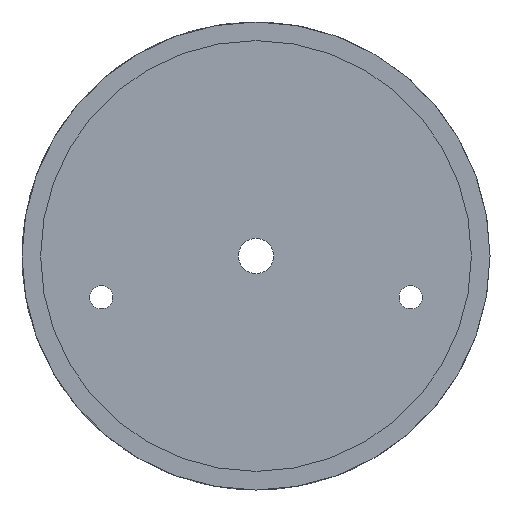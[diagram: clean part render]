
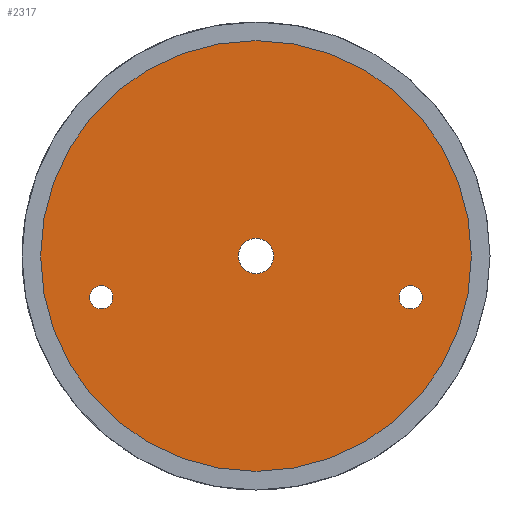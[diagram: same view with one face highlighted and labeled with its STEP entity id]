
A CAD part, front view. The second image highlights one B-rep face of the part: STEP entity #2317.
In plain terms, the highlighted planar face has unit normal (0, -1, 0).
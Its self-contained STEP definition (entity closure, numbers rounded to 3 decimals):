
#1870 = CYLINDRICAL_SURFACE('',#1871,2.096);
#1871 = AXIS2_PLACEMENT_3D('',#1872,#1873,#1874);
#1872 = CARTESIAN_POINT('',(0.,-0.635,0.));
#1873 = DIRECTION('',(0.,-1.,0.));
#1874 = DIRECTION('',(1.,0.,0.));
#2153 = EDGE_CURVE('',#2154,#2154,#2156,.T.);
#2154 = VERTEX_POINT('',#2155);
#2155 = CARTESIAN_POINT('',(2.096,-0.635,0.));
#2156 = SURFACE_CURVE('',#2157,(#2162,#2169),.PCURVE_S1.);
#2157 = CIRCLE('',#2158,2.096);
#2158 = AXIS2_PLACEMENT_3D('',#2159,#2160,#2161);
#2159 = CARTESIAN_POINT('',(0.,-0.635,0.));
#2160 = DIRECTION('',(0.,-1.,0.));
#2161 = DIRECTION('',(1.,0.,0.));
#2162 = PCURVE('',#1870,#2163);
#2163 = DEFINITIONAL_REPRESENTATION('',(#2164),#2168);
#2164 = LINE('',#2165,#2166);
#2165 = CARTESIAN_POINT('',(0.,0.));
#2166 = VECTOR('',#2167,1.);
#2167 = DIRECTION('',(1.,0.));
#2168 = ( GEOMETRIC_REPRESENTATION_CONTEXT(2) 
PARAMETRIC_REPRESENTATION_CONTEXT() REPRESENTATION_CONTEXT('2D SPACE',''
  ) );
#2169 = PCURVE('',#2170,#2175);
#2170 = PLANE('',#2171);
#2171 = AXIS2_PLACEMENT_3D('',#2172,#2173,#2174);
#2172 = CARTESIAN_POINT('',(0.,-0.635,0.));
#2173 = DIRECTION('',(0.,1.,0.));
#2174 = DIRECTION('',(0.,0.,1.));
#2175 = DEFINITIONAL_REPRESENTATION('',(#2176),#2184);
#2176 = ( BOUNDED_CURVE() B_SPLINE_CURVE(2,(#2177,#2178,#2179,#2180,
#2181,#2182,#2183),.UNSPECIFIED.,.T.,.F.) B_SPLINE_CURVE_WITH_KNOTS((1,2
    ,2,2,2,1),(-2.094,0.,2.094,4.189,
6.283,8.378),.UNSPECIFIED.) CURVE() 
GEOMETRIC_REPRESENTATION_ITEM() RATIONAL_B_SPLINE_CURVE((1.,0.5,1.,0.5,
1.,0.5,1.)) REPRESENTATION_ITEM('') );
#2177 = CARTESIAN_POINT('',(0.,2.096));
#2178 = CARTESIAN_POINT('',(3.63,2.096));
#2179 = CARTESIAN_POINT('',(1.815,-1.048));
#2180 = CARTESIAN_POINT('',(0.,-4.191));
#2181 = CARTESIAN_POINT('',(-1.815,-1.048));
#2182 = CARTESIAN_POINT('',(-3.63,2.096));
#2183 = CARTESIAN_POINT('',(0.,2.096));
#2184 = ( GEOMETRIC_REPRESENTATION_CONTEXT(2) 
PARAMETRIC_REPRESENTATION_CONTEXT() REPRESENTATION_CONTEXT('2D SPACE',''
  ) );
#2236 = CYLINDRICAL_SURFACE('',#2237,25.718);
#2237 = AXIS2_PLACEMENT_3D('',#2238,#2239,#2240);
#2238 = CARTESIAN_POINT('',(0.,20.32,0.));
#2239 = DIRECTION('',(0.,1.,0.));
#2240 = DIRECTION('',(1.,0.,0.));
#2317 = ADVANCED_FACE('',(#2318,#2348,#2383,#2418),#2170,.F.);
#2318 = FACE_BOUND('',#2319,.F.);
#2319 = EDGE_LOOP('',(#2320));
#2320 = ORIENTED_EDGE('',*,*,#2321,.F.);
#2321 = EDGE_CURVE('',#2322,#2322,#2324,.T.);
#2322 = VERTEX_POINT('',#2323);
#2323 = CARTESIAN_POINT('',(25.718,-0.635,0.));
#2324 = SURFACE_CURVE('',#2325,(#2330,#2341),.PCURVE_S1.);
#2325 = CIRCLE('',#2326,25.718);
#2326 = AXIS2_PLACEMENT_3D('',#2327,#2328,#2329);
#2327 = CARTESIAN_POINT('',(0.,-0.635,0.));
#2328 = DIRECTION('',(0.,-1.,0.));
#2329 = DIRECTION('',(1.,0.,0.));
#2330 = PCURVE('',#2170,#2331);
#2331 = DEFINITIONAL_REPRESENTATION('',(#2332),#2340);
#2332 = ( BOUNDED_CURVE() B_SPLINE_CURVE(2,(#2333,#2334,#2335,#2336,
#2337,#2338,#2339),.UNSPECIFIED.,.T.,.F.) B_SPLINE_CURVE_WITH_KNOTS((1,2
    ,2,2,2,1),(-2.094,0.,2.094,4.189,
6.283,8.378),.UNSPECIFIED.) CURVE() 
GEOMETRIC_REPRESENTATION_ITEM() RATIONAL_B_SPLINE_CURVE((1.,0.5,1.,0.5,
1.,0.5,1.)) REPRESENTATION_ITEM('') );
#2333 = CARTESIAN_POINT('',(0.,25.718));
#2334 = CARTESIAN_POINT('',(44.544,25.718));
#2335 = CARTESIAN_POINT('',(22.272,-12.859));
#2336 = CARTESIAN_POINT('',(0.,-51.435));
#2337 = CARTESIAN_POINT('',(-22.272,-12.859));
#2338 = CARTESIAN_POINT('',(-44.544,25.718));
#2339 = CARTESIAN_POINT('',(0.,25.718));
#2340 = ( GEOMETRIC_REPRESENTATION_CONTEXT(2) 
PARAMETRIC_REPRESENTATION_CONTEXT() REPRESENTATION_CONTEXT('2D SPACE',''
  ) );
#2341 = PCURVE('',#2236,#2342);
#2342 = DEFINITIONAL_REPRESENTATION('',(#2343),#2347);
#2343 = LINE('',#2344,#2345);
#2344 = CARTESIAN_POINT('',(-0.,-20.955));
#2345 = VECTOR('',#2346,1.);
#2346 = DIRECTION('',(-1.,0.));
#2347 = ( GEOMETRIC_REPRESENTATION_CONTEXT(2) 
PARAMETRIC_REPRESENTATION_CONTEXT() REPRESENTATION_CONTEXT('2D SPACE',''
  ) );
#2348 = FACE_BOUND('',#2349,.F.);
#2349 = EDGE_LOOP('',(#2350));
#2350 = ORIENTED_EDGE('',*,*,#2351,.T.);
#2351 = EDGE_CURVE('',#2352,#2352,#2354,.T.);
#2352 = VERTEX_POINT('',#2353);
#2353 = CARTESIAN_POINT('',(-17.076,-0.635,-4.925));
#2354 = SURFACE_CURVE('',#2355,(#2360,#2371),.PCURVE_S1.);
#2355 = CIRCLE('',#2356,1.4);
#2356 = AXIS2_PLACEMENT_3D('',#2357,#2358,#2359);
#2357 = CARTESIAN_POINT('',(-18.476,-0.635,-4.925));
#2358 = DIRECTION('',(0.,-1.,0.));
#2359 = DIRECTION('',(1.,0.,0.));
#2360 = PCURVE('',#2170,#2361);
#2361 = DEFINITIONAL_REPRESENTATION('',(#2362),#2370);
#2362 = ( BOUNDED_CURVE() B_SPLINE_CURVE(2,(#2363,#2364,#2365,#2366,
#2367,#2368,#2369),.UNSPECIFIED.,.T.,.F.) B_SPLINE_CURVE_WITH_KNOTS((1,2
    ,2,2,2,1),(-2.094,0.,2.094,4.189,
6.283,8.378),.UNSPECIFIED.) CURVE() 
GEOMETRIC_REPRESENTATION_ITEM() RATIONAL_B_SPLINE_CURVE((1.,0.5,1.,0.5,
1.,0.5,1.)) REPRESENTATION_ITEM('') );
#2363 = CARTESIAN_POINT('',(-4.925,-17.076));
#2364 = CARTESIAN_POINT('',(-2.5,-17.076));
#2365 = CARTESIAN_POINT('',(-3.713,-19.176));
#2366 = CARTESIAN_POINT('',(-4.925,-21.276));
#2367 = CARTESIAN_POINT('',(-6.137,-19.176));
#2368 = CARTESIAN_POINT('',(-7.35,-17.076));
#2369 = CARTESIAN_POINT('',(-4.925,-17.076));
#2370 = ( GEOMETRIC_REPRESENTATION_CONTEXT(2) 
PARAMETRIC_REPRESENTATION_CONTEXT() REPRESENTATION_CONTEXT('2D SPACE',''
  ) );
#2371 = PCURVE('',#2372,#2377);
#2372 = CYLINDRICAL_SURFACE('',#2373,1.4);
#2373 = AXIS2_PLACEMENT_3D('',#2374,#2375,#2376);
#2374 = CARTESIAN_POINT('',(-18.476,-0.635,-4.925));
#2375 = DIRECTION('',(0.,-1.,0.));
#2376 = DIRECTION('',(1.,0.,0.));
#2377 = DEFINITIONAL_REPRESENTATION('',(#2378),#2382);
#2378 = LINE('',#2379,#2380);
#2379 = CARTESIAN_POINT('',(0.,0.));
#2380 = VECTOR('',#2381,1.);
#2381 = DIRECTION('',(1.,0.));
#2382 = ( GEOMETRIC_REPRESENTATION_CONTEXT(2) 
PARAMETRIC_REPRESENTATION_CONTEXT() REPRESENTATION_CONTEXT('2D SPACE',''
  ) );
#2383 = FACE_BOUND('',#2384,.F.);
#2384 = EDGE_LOOP('',(#2385));
#2385 = ORIENTED_EDGE('',*,*,#2386,.T.);
#2386 = EDGE_CURVE('',#2387,#2387,#2389,.T.);
#2387 = VERTEX_POINT('',#2388);
#2388 = CARTESIAN_POINT('',(19.876,-0.635,-4.925));
#2389 = SURFACE_CURVE('',#2390,(#2395,#2406),.PCURVE_S1.);
#2390 = CIRCLE('',#2391,1.4);
#2391 = AXIS2_PLACEMENT_3D('',#2392,#2393,#2394);
#2392 = CARTESIAN_POINT('',(18.476,-0.635,-4.925));
#2393 = DIRECTION('',(0.,-1.,0.));
#2394 = DIRECTION('',(1.,0.,0.));
#2395 = PCURVE('',#2170,#2396);
#2396 = DEFINITIONAL_REPRESENTATION('',(#2397),#2405);
#2397 = ( BOUNDED_CURVE() B_SPLINE_CURVE(2,(#2398,#2399,#2400,#2401,
#2402,#2403,#2404),.UNSPECIFIED.,.T.,.F.) B_SPLINE_CURVE_WITH_KNOTS((1,2
    ,2,2,2,1),(-2.094,0.,2.094,4.189,
6.283,8.378),.UNSPECIFIED.) CURVE() 
GEOMETRIC_REPRESENTATION_ITEM() RATIONAL_B_SPLINE_CURVE((1.,0.5,1.,0.5,
1.,0.5,1.)) REPRESENTATION_ITEM('') );
#2398 = CARTESIAN_POINT('',(-4.925,19.876));
#2399 = CARTESIAN_POINT('',(-2.5,19.876));
#2400 = CARTESIAN_POINT('',(-3.713,17.776));
#2401 = CARTESIAN_POINT('',(-4.925,15.676));
#2402 = CARTESIAN_POINT('',(-6.137,17.776));
#2403 = CARTESIAN_POINT('',(-7.35,19.876));
#2404 = CARTESIAN_POINT('',(-4.925,19.876));
#2405 = ( GEOMETRIC_REPRESENTATION_CONTEXT(2) 
PARAMETRIC_REPRESENTATION_CONTEXT() REPRESENTATION_CONTEXT('2D SPACE',''
  ) );
#2406 = PCURVE('',#2407,#2412);
#2407 = CYLINDRICAL_SURFACE('',#2408,1.4);
#2408 = AXIS2_PLACEMENT_3D('',#2409,#2410,#2411);
#2409 = CARTESIAN_POINT('',(18.476,-0.635,-4.925));
#2410 = DIRECTION('',(0.,-1.,0.));
#2411 = DIRECTION('',(1.,0.,0.));
#2412 = DEFINITIONAL_REPRESENTATION('',(#2413),#2417);
#2413 = LINE('',#2414,#2415);
#2414 = CARTESIAN_POINT('',(0.,0.));
#2415 = VECTOR('',#2416,1.);
#2416 = DIRECTION('',(1.,0.));
#2417 = ( GEOMETRIC_REPRESENTATION_CONTEXT(2) 
PARAMETRIC_REPRESENTATION_CONTEXT() REPRESENTATION_CONTEXT('2D SPACE',''
  ) );
#2418 = FACE_BOUND('',#2419,.F.);
#2419 = EDGE_LOOP('',(#2420));
#2420 = ORIENTED_EDGE('',*,*,#2153,.T.);
